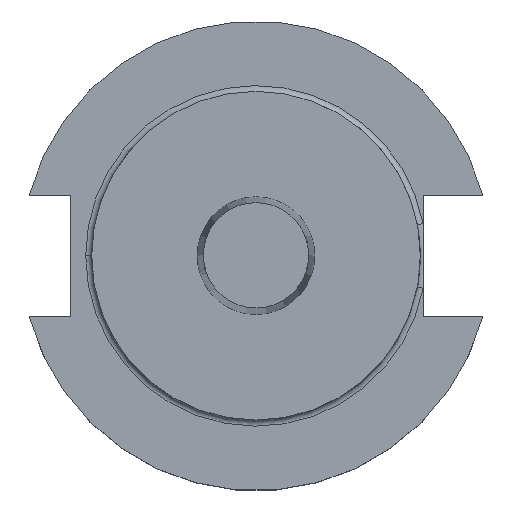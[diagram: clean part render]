
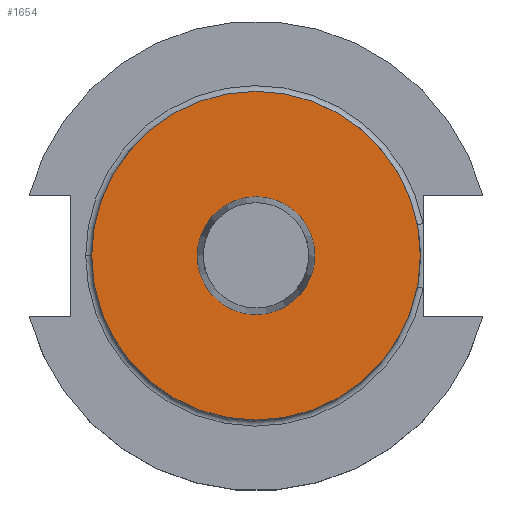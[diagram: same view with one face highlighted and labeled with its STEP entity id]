
A CAD part, top view. The second image highlights one B-rep face of the part: STEP entity #1654.
In plain terms, the highlighted planar face has unit normal (0, 0, 1).
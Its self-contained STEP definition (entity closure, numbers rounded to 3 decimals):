
#139 = EDGE_LOOP ( 'NONE', ( #486, #944 ) ) ;
#191 = AXIS2_PLACEMENT_3D ( 'NONE', #429, #1567, #669 ) ;
#227 = DIRECTION ( 'NONE',  ( 1., 0., 0. ) ) ;
#257 = CARTESIAN_POINT ( 'NONE',  ( -22.225, 0., 35.878 ) ) ;
#354 = VERTEX_POINT ( 'NONE', #257 ) ;
#426 = DIRECTION ( 'NONE',  ( 1., 0., 0. ) ) ;
#429 = CARTESIAN_POINT ( 'NONE',  ( 0., 0., 35.878 ) ) ;
#435 = DIRECTION ( 'NONE',  ( 1., 0., 0. ) ) ;
#455 = DIRECTION ( 'NONE',  ( 0., 0., 1. ) ) ;
#471 = CARTESIAN_POINT ( 'NONE',  ( 0., 22.225, 35.878 ) ) ;
#486 = ORIENTED_EDGE ( 'NONE', *, *, #965, .F. ) ;
#594 = CIRCLE ( 'NONE', #1205, 7. ) ;
#648 = CIRCLE ( 'NONE', #682, 22.225 ) ;
#651 = ORIENTED_EDGE ( 'NONE', *, *, #1286, .T. ) ;
#655 = ORIENTED_EDGE ( 'NONE', *, *, #658, .T. ) ;
#658 = EDGE_CURVE ( 'NONE', #354, #1522, #875, .T. ) ;
#669 = DIRECTION ( 'NONE',  ( 1., 0., 0. ) ) ;
#682 = AXIS2_PLACEMENT_3D ( 'NONE', #1473, #1086, #435 ) ;
#709 = CARTESIAN_POINT ( 'NONE',  ( 0., 0., 35.878 ) ) ;
#718 = CARTESIAN_POINT ( 'NONE',  ( 22.225, 0., 35.878 ) ) ;
#743 = DIRECTION ( 'NONE',  ( -1., 0., 0. ) ) ;
#875 = CIRCLE ( 'NONE', #191, 22.225 ) ;
#903 = DIRECTION ( 'NONE',  ( 0., 0., 1. ) ) ;
#919 = AXIS2_PLACEMENT_3D ( 'NONE', #709, #455, #227 ) ;
#944 = ORIENTED_EDGE ( 'NONE', *, *, #1448, .F. ) ;
#955 = CARTESIAN_POINT ( 'NONE',  ( -7., 0., 35.878 ) ) ;
#965 = EDGE_CURVE ( 'NONE', #1080, #1273, #1519, .T. ) ;
#1080 = VERTEX_POINT ( 'NONE', #1483 ) ;
#1086 = DIRECTION ( 'NONE',  ( 0., 0., 1. ) ) ;
#1205 = AXIS2_PLACEMENT_3D ( 'NONE', #1442, #903, #426 ) ;
#1223 = EDGE_LOOP ( 'NONE', ( #651, #655 ) ) ;
#1246 = PLANE ( 'NONE',  #1623 ) ;
#1273 = VERTEX_POINT ( 'NONE', #955 ) ;
#1286 = EDGE_CURVE ( 'NONE', #1522, #354, #648, .T. ) ;
#1294 = FACE_BOUND ( 'NONE', #139, .T. ) ;
#1442 = CARTESIAN_POINT ( 'NONE',  ( 0., 0., 35.878 ) ) ;
#1448 = EDGE_CURVE ( 'NONE', #1273, #1080, #594, .T. ) ;
#1473 = CARTESIAN_POINT ( 'NONE',  ( 0., 0., 35.878 ) ) ;
#1483 = CARTESIAN_POINT ( 'NONE',  ( 7., 0., 35.878 ) ) ;
#1519 = CIRCLE ( 'NONE', #919, 7. ) ;
#1522 = VERTEX_POINT ( 'NONE', #718 ) ;
#1537 = FACE_OUTER_BOUND ( 'NONE', #1223, .T. ) ;
#1567 = DIRECTION ( 'NONE',  ( 0., 0., 1. ) ) ;
#1623 = AXIS2_PLACEMENT_3D ( 'NONE', #471, #1632, #743 ) ;
#1632 = DIRECTION ( 'NONE',  ( 0., 0., -1. ) ) ;
#1654 = ADVANCED_FACE ( 'NONE', ( #1294, #1537 ), #1246, .F. ) ;
